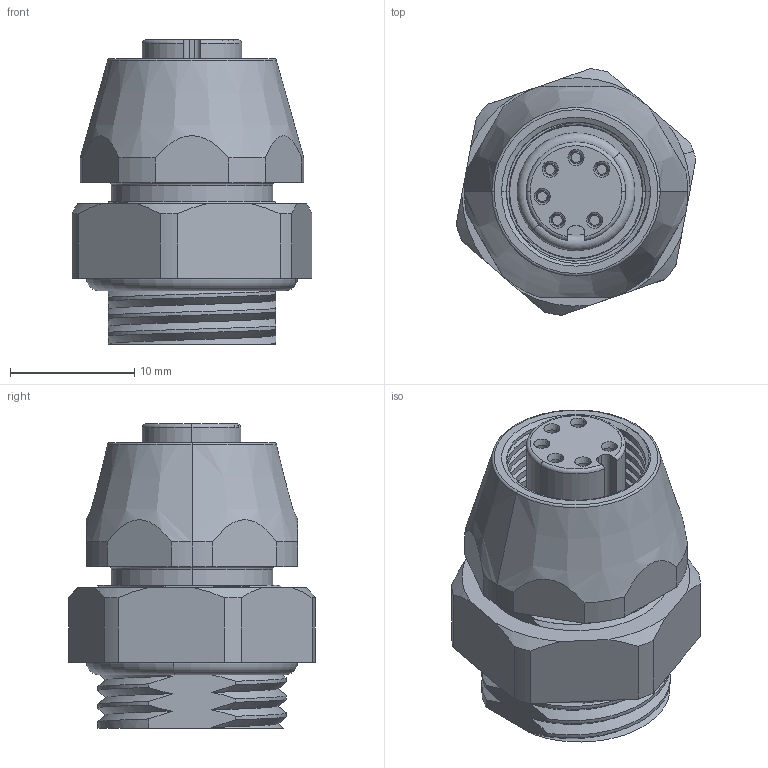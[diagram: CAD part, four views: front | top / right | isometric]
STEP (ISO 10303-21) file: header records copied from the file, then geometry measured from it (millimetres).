
FILE_DESCRIPTION (( 'STEP AP203' ), '1' );
FILE_NAME ('FEK62-.STEP', '2019-03-13T02:40:58', ( 'User' ), ( 'china' ), 'SwSTEP 2.0', 'SolidWorks 2012', '' );
FILE_SCHEMA (( 'CONFIG_CONTROL_DESIGN' ));
Length unit declared in the file: millimetre
Products named in the file (8): FEK62-; O型圈; M12-6、8芯插孔（法兰用）; M12-Pg9后锁紧加长法兰螺母; O型圈-9X1; O型圈-15X2; M12-A扣6芯孔座（法兰用）; M12-Pg9孔座后锁紧加长法兰
Assembly tree (12 placements, depth 2):
  FEK62-
    M12-Pg9孔座后锁紧加长法兰
    M12-A扣6芯孔座（法兰用）
    O型圈-15X2
    O型圈-9X1
    M12-Pg9后锁紧加长法兰螺母
    M12-6、8芯插孔（法兰用）  x6
    O型圈
Bounding box: 19.31 x 19.87 x 24.5 mm (x, y, z)
Volume: 3424.4 mm3; surface area: 5574 mm2
Topology: 12 solids, 12 shells, 476 faces, 1148 edges, 746 vertices
Faces by surface type: cylinder 209, plane 171, cone 38, bspline 31, torus 27
Entity records: 19286 total; most frequent: CARTESIAN_POINT 11570, ORIENTED_EDGE 1456, DIRECTION 1396, EDGE_CURVE 728, AXIS2_PLACEMENT_3D 565, VERTEX_POINT 466, EDGE_LOOP 328, FACE_OUTER_BOUND 291
